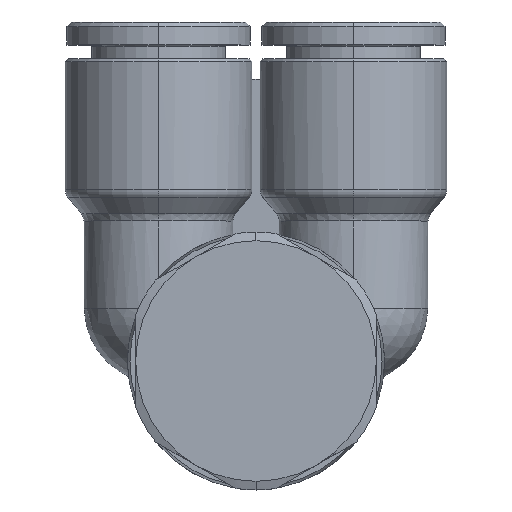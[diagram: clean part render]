
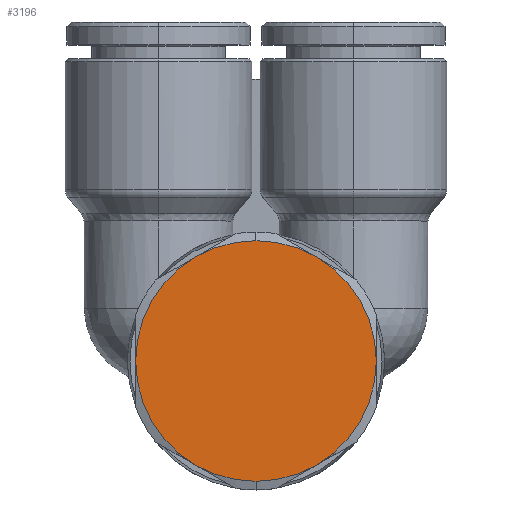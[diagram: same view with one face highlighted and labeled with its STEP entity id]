
A CAD part, top view. The second image highlights one B-rep face of the part: STEP entity #3196.
In plain terms, the highlighted planar face has unit normal (0, 0, 1).
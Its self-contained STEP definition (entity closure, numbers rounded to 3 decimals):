
#2125=CARTESIAN_POINT('',(16.1,8.5,14.5));
#2126=VERTEX_POINT('',#2125);
#2133=CARTESIAN_POINT('',(14.693,3.25,14.5));
#2134=VERTEX_POINT('',#2133);
#2135=CARTESIAN_POINT('',(5.6,8.5,14.5));
#2136=DIRECTION('',(0.0,0.0,1.0));
#2137=DIRECTION('',(-1.0,0.0,0.0));
#2138=AXIS2_PLACEMENT_3D('',#2135,#2136,#2137);
#2139=CIRCLE('',#2138,10.5);
#2140=EDGE_CURVE('',#2134,#2126,#2139,.T.);
#2164=CARTESIAN_POINT('',(-4.9,8.5,14.5));
#2165=VERTEX_POINT('',#2164);
#2173=CARTESIAN_POINT('',(-3.493,3.25,14.5));
#2174=VERTEX_POINT('',#2173);
#2188=CARTESIAN_POINT('',(5.6,8.5,14.5));
#2189=DIRECTION('',(0.0,0.0,1.0));
#2190=DIRECTION('',(-1.0,0.0,0.0));
#2191=AXIS2_PLACEMENT_3D('',#2188,#2189,#2190);
#2192=CIRCLE('',#2191,10.5);
#2193=EDGE_CURVE('',#2165,#2174,#2192,.T.);
#2528=CARTESIAN_POINT('',(-3.493,13.75,14.5));
#2529=VERTEX_POINT('',#2528);
#2530=CARTESIAN_POINT('',(5.6,8.5,14.5));
#2531=DIRECTION('',(0.0,0.0,1.0));
#2532=DIRECTION('',(-1.0,0.0,0.0));
#2533=AXIS2_PLACEMENT_3D('',#2530,#2531,#2532);
#2534=CIRCLE('',#2533,10.5);
#2535=EDGE_CURVE('',#2529,#2165,#2534,.T.);
#2569=CARTESIAN_POINT('',(5.6,19.,14.5));
#2570=VERTEX_POINT('',#2569);
#2606=CARTESIAN_POINT('',(5.6,8.5,14.5));
#2607=DIRECTION('',(0.0,0.0,1.0));
#2608=DIRECTION('',(-1.0,0.0,0.0));
#2609=AXIS2_PLACEMENT_3D('',#2606,#2607,#2608);
#2610=CIRCLE('',#2609,10.5);
#2611=EDGE_CURVE('',#2570,#2529,#2610,.T.);
#2636=CARTESIAN_POINT('',(14.693,13.75,14.5));
#2637=VERTEX_POINT('',#2636);
#2638=CARTESIAN_POINT('',(5.6,8.5,14.5));
#2639=DIRECTION('',(0.0,0.0,1.0));
#2640=DIRECTION('',(-1.0,0.0,0.0));
#2641=AXIS2_PLACEMENT_3D('',#2638,#2639,#2640);
#2642=CIRCLE('',#2641,10.5);
#2643=EDGE_CURVE('',#2637,#2570,#2642,.T.);
#2698=CARTESIAN_POINT('',(5.6,8.5,14.5));
#2699=DIRECTION('',(0.0,0.0,1.0));
#2700=DIRECTION('',(-1.0,0.0,0.0));
#2701=AXIS2_PLACEMENT_3D('',#2698,#2699,#2700);
#2702=CIRCLE('',#2701,10.5);
#2703=EDGE_CURVE('',#2126,#2637,#2702,.T.);
#2728=CARTESIAN_POINT('',(5.6,-2.,14.5));
#2729=VERTEX_POINT('',#2728);
#2730=CARTESIAN_POINT('',(5.6,8.5,14.5));
#2731=DIRECTION('',(0.0,0.0,1.0));
#2732=DIRECTION('',(-1.0,0.0,0.0));
#2733=AXIS2_PLACEMENT_3D('',#2730,#2731,#2732);
#2734=CIRCLE('',#2733,10.5);
#2735=EDGE_CURVE('',#2729,#2134,#2734,.T.);
#2782=CARTESIAN_POINT('',(5.6,8.5,14.5));
#2783=DIRECTION('',(0.0,0.0,1.0));
#2784=DIRECTION('',(-1.0,0.0,0.0));
#2785=AXIS2_PLACEMENT_3D('',#2782,#2783,#2784);
#2786=CIRCLE('',#2785,10.5);
#2787=EDGE_CURVE('',#2174,#2729,#2786,.T.);
#3181=CARTESIAN_POINT('',(5.6,8.5,14.5));
#3182=DIRECTION('',(0.0,0.0,1.0));
#3183=DIRECTION('',(-1.0,0.0,0.0));
#3184=AXIS2_PLACEMENT_3D('',#3181,#3182,#3183);
#3185=PLANE('',#3184);
#3186=ORIENTED_EDGE('',*,*,#2787,.T.);
#3187=ORIENTED_EDGE('',*,*,#2735,.T.);
#3188=ORIENTED_EDGE('',*,*,#2140,.T.);
#3189=ORIENTED_EDGE('',*,*,#2703,.T.);
#3190=ORIENTED_EDGE('',*,*,#2643,.T.);
#3191=ORIENTED_EDGE('',*,*,#2611,.T.);
#3192=ORIENTED_EDGE('',*,*,#2535,.T.);
#3193=ORIENTED_EDGE('',*,*,#2193,.T.);
#3194=EDGE_LOOP('',(#3186,#3187,#3188,#3189,#3190,#3191,#3192,#3193));
#3195=FACE_OUTER_BOUND('',#3194,.T.);
#3196=ADVANCED_FACE('',(#3195),#3185,.T.);
